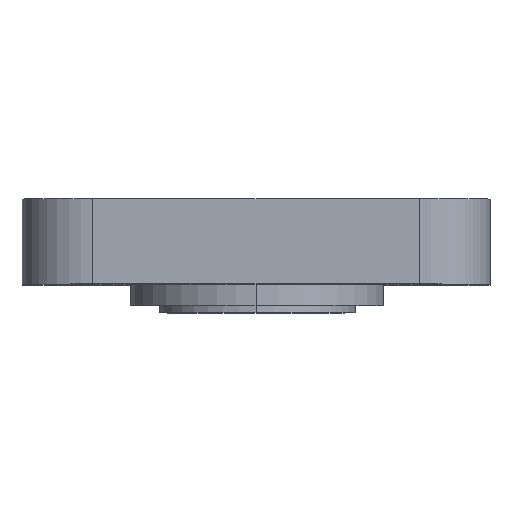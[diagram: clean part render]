
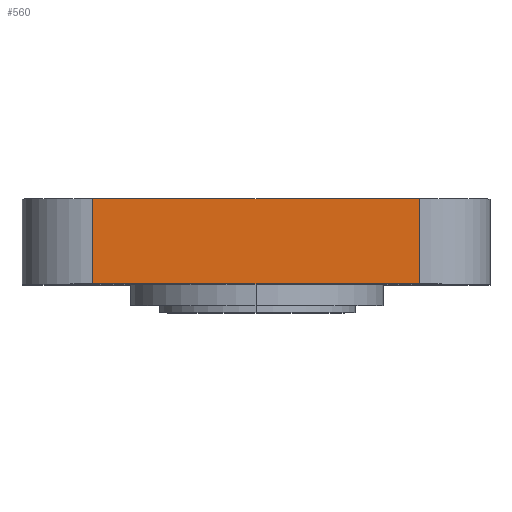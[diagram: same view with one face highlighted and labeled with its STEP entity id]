
A CAD part, top view. The second image highlights one B-rep face of the part: STEP entity #560.
In plain terms, the highlighted planar face has unit normal (0, 0, 1).
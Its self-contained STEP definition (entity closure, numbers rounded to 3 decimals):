
#40 = VERTEX_POINT ( 'NONE', #1915 ) ;
#172 = DIRECTION ( 'NONE',  ( 0., -1., 0. ) ) ;
#295 = VERTEX_POINT ( 'NONE', #405 ) ;
#364 = VECTOR ( 'NONE', #1502, 1000. ) ;
#392 = DIRECTION ( 'NONE',  ( 0., 1., 0. ) ) ;
#405 = CARTESIAN_POINT ( 'NONE',  ( 11.5, 8.5, 22.935 ) ) ;
#431 = AXIS2_PLACEMENT_3D ( 'NONE', #447, #777, #1964 ) ;
#447 = CARTESIAN_POINT ( 'NONE',  ( -11.5, -21.672, 22.935 ) ) ;
#503 = CARTESIAN_POINT ( 'NONE',  ( -11.5, 8.5, 22.935 ) ) ;
#560 = ADVANCED_FACE ( 'NONE', ( #1991 ), #1290, .T. ) ;
#663 = EDGE_CURVE ( 'NONE', #794, #40, #1298, .T. ) ;
#777 = DIRECTION ( 'NONE',  ( 0., 0., 1. ) ) ;
#794 = VERTEX_POINT ( 'NONE', #1383 ) ;
#800 = ORIENTED_EDGE ( 'NONE', *, *, #663, .F. ) ;
#952 = LINE ( 'NONE', #2008, #364 ) ;
#955 = EDGE_LOOP ( 'NONE', ( #800, #1118, #2055, #2158 ) ) ;
#957 = EDGE_CURVE ( 'NONE', #794, #295, #1934, .T. ) ;
#970 = VECTOR ( 'NONE', #990, 1000. ) ;
#990 = DIRECTION ( 'NONE',  ( -1., 0., 0. ) ) ;
#1023 = CARTESIAN_POINT ( 'NONE',  ( -11.5, 2.5, 22.935 ) ) ;
#1118 = ORIENTED_EDGE ( 'NONE', *, *, #957, .T. ) ;
#1122 = VECTOR ( 'NONE', #392, 1000. ) ;
#1273 = CARTESIAN_POINT ( 'NONE',  ( 11.5, -21.672, 22.935 ) ) ;
#1290 = PLANE ( 'NONE',  #431 ) ;
#1298 = LINE ( 'NONE', #1023, #970 ) ;
#1372 = LINE ( 'NONE', #2069, #1717 ) ;
#1383 = CARTESIAN_POINT ( 'NONE',  ( 11.5, 2.5, 22.935 ) ) ;
#1393 = EDGE_CURVE ( 'NONE', #1458, #40, #1372, .T. ) ;
#1458 = VERTEX_POINT ( 'NONE', #503 ) ;
#1502 = DIRECTION ( 'NONE',  ( 1., 0., 0. ) ) ;
#1717 = VECTOR ( 'NONE', #172, 1000. ) ;
#1749 = EDGE_CURVE ( 'NONE', #1458, #295, #952, .T. ) ;
#1915 = CARTESIAN_POINT ( 'NONE',  ( -11.5, 2.5, 22.935 ) ) ;
#1934 = LINE ( 'NONE', #1273, #1122 ) ;
#1964 = DIRECTION ( 'NONE',  ( 1., 0., 0. ) ) ;
#1991 = FACE_OUTER_BOUND ( 'NONE', #955, .T. ) ;
#2008 = CARTESIAN_POINT ( 'NONE',  ( -16.5, 8.5, 22.935 ) ) ;
#2055 = ORIENTED_EDGE ( 'NONE', *, *, #1749, .F. ) ;
#2069 = CARTESIAN_POINT ( 'NONE',  ( -11.5, -21.672, 22.935 ) ) ;
#2158 = ORIENTED_EDGE ( 'NONE', *, *, #1393, .T. ) ;
